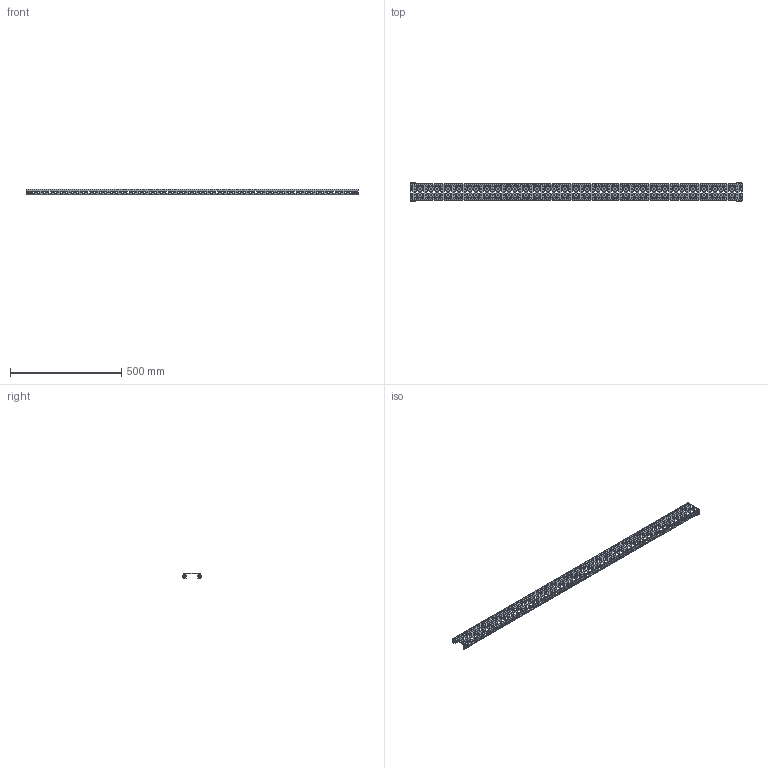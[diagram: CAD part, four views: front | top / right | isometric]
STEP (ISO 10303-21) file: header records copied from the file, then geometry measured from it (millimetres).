
FILE_DESCRIPTION (( 'STEP AP203' ), '1' );
FILE_NAME ('U0731162373 Êîìïëåêò ïëàíîê ìîíòàæíûõ 23õ73 òèï Ê LC2_RS52 00.160 (000.801.476-07).STEP', '2022-04-20T06:25:02', ( '' ), ( '' ), 'SwSTEP 2.0', 'SolidWorks 2017', '' );
FILE_SCHEMA (( 'CONFIG_CONTROL_DESIGN' ));
Length unit declared in the file: millimetre
Products named in the file (7): U0731162373 Êîìïëåêò ïëàíîê ìîíòàæíûõ 23õ73 òèï Ê LC2_RS52 00.160 (000.801.476-07); Âèíò DIN 7984 TORX_Œ6å16; Êëåòêà ãàéêè_M6-4€; Ãàéêà êâàäðàòíàÿ_Œ6-2‚; Âèíò DIN 7500 C TORX_Œ5å12; Ãàéêà êëåòåâàÿ_Œ6-4€; 025-271 Ïëàíêà ìîíòàæíàÿ 23õ73 RS52_07 (1600)
Assembly tree (15 placements, depth 3):
  U0731162373 Êîìïëåêò ïëàíîê ìîíòàæíûõ 23õ73 òèï Ê LC2_RS52 00.160 (000.801.476-07)
    025-271 Ïëàíêà ìîíòàæíàÿ 23õ73 RS52_07 (1600)
    Ãàéêà êëåòåâàÿ_Œ6-4€  x4
      Êëåòêà ãàéêè_M6-4€
      Ãàéêà êâàäðàòíàÿ_Œ6-2‚
    Âèíò DIN 7984 TORX_Œ6å16  x4
    Âèíò DIN 7500 C TORX_Œ5å12  x4
Bounding box: 1491 x 89 x 25 mm (x, y, z)
Volume: 234471.2 mm3; surface area: 365033 mm2
Topology: 17 solids, 17 shells, 3028 faces, 8562 edges, 5580 vertices
Faces by surface type: plane 1642, cylinder 1306, bspline 32, cone 24, torus 16, sphere 8
Entity records: 87700 total; most frequent: CARTESIAN_POINT 15104, ORIENTED_EDGE 14610, DIRECTION 14516, EDGE_CURVE 7305, VECTOR 4996, LINE 4996, VERTEX_POINT 4830, AXIS2_PLACEMENT_3D 4760
